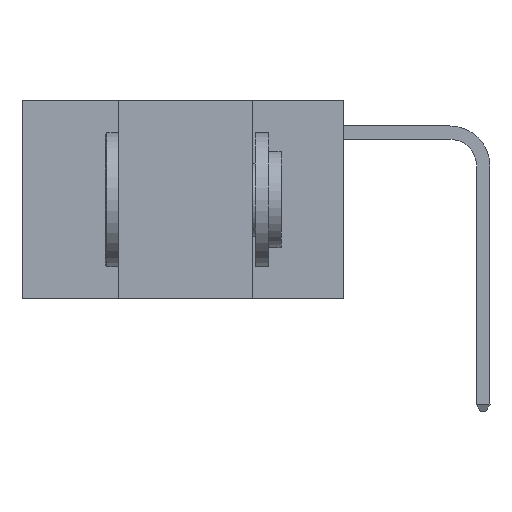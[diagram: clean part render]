
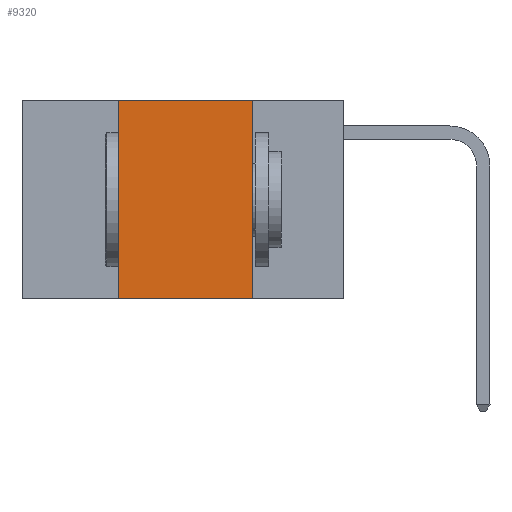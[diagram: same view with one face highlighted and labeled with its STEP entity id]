
A CAD part, left-side view. The second image highlights one B-rep face of the part: STEP entity #9320.
In plain terms, the highlighted planar face has unit normal (-1, 0, 0).
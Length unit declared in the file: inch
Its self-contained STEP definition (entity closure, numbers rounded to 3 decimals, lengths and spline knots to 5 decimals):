
#1697 = EDGE_LOOP ( 'NONE', ( #19107, #19923, #16728, #24827 ) ) ;
#1922 = LINE ( 'NONE', #16498, #11627 ) ;
#1952 = EDGE_CURVE ( 'NONE', #12324, #21755, #12037, .T. ) ;
#2778 = DIRECTION ( 'NONE',  ( 0., -1., 0. ) ) ;
#4911 = CARTESIAN_POINT ( 'NONE',  ( 0., 0.42, 0. ) ) ;
#6470 = VECTOR ( 'NONE', #8155, 39.37008 ) ;
#7642 = CARTESIAN_POINT ( 'NONE',  ( 0., 0.17, -0.37 ) ) ;
#8155 = DIRECTION ( 'NONE',  ( 0., -1., 0. ) ) ;
#8623 = CARTESIAN_POINT ( 'NONE',  ( 0., 0.6, -0.37 ) ) ;
#8717 = DIRECTION ( 'NONE',  ( 0., 0., 1. ) ) ;
#8957 = CARTESIAN_POINT ( 'NONE',  ( 0., 0.6, 0. ) ) ;
#9140 = CARTESIAN_POINT ( 'NONE',  ( 0., 0.42, 0. ) ) ;
#9320 = ADVANCED_FACE ( 'NONE', ( #16461 ), #20574, .F. ) ;
#9706 = VERTEX_POINT ( 'NONE', #12068 ) ;
#10548 = EDGE_CURVE ( 'NONE', #12324, #12112, #23954, .T. ) ;
#10987 = DIRECTION ( 'NONE',  ( 1., 0., 0. ) ) ;
#11627 = VECTOR ( 'NONE', #18322, 39.37008 ) ;
#12037 = LINE ( 'NONE', #9140, #21663 ) ;
#12068 = CARTESIAN_POINT ( 'NONE',  ( 0., 0.17, 0. ) ) ;
#12112 = VERTEX_POINT ( 'NONE', #7642 ) ;
#12324 = VERTEX_POINT ( 'NONE', #19812 ) ;
#13725 = VECTOR ( 'NONE', #2778, 39.37008 ) ;
#14647 = AXIS2_PLACEMENT_3D ( 'NONE', #8957, #10987, #24443 ) ;
#16461 = FACE_OUTER_BOUND ( 'NONE', #1697, .T. ) ;
#16498 = CARTESIAN_POINT ( 'NONE',  ( 0., 0.17, 0. ) ) ;
#16728 = ORIENTED_EDGE ( 'NONE', *, *, #1952, .F. ) ;
#18322 = DIRECTION ( 'NONE',  ( 0., 0., -1. ) ) ;
#19107 = ORIENTED_EDGE ( 'NONE', *, *, #19550, .F. ) ;
#19550 = EDGE_CURVE ( 'NONE', #9706, #12112, #1922, .T. ) ;
#19812 = CARTESIAN_POINT ( 'NONE',  ( 0., 0.42, -0.37 ) ) ;
#19923 = ORIENTED_EDGE ( 'NONE', *, *, #20000, .F. ) ;
#20000 = EDGE_CURVE ( 'NONE', #21755, #9706, #22449, .T. ) ;
#20574 = PLANE ( 'NONE',  #14647 ) ;
#21639 = CARTESIAN_POINT ( 'NONE',  ( 0., 0.6, 0. ) ) ;
#21663 = VECTOR ( 'NONE', #8717, 39.37008 ) ;
#21755 = VERTEX_POINT ( 'NONE', #4911 ) ;
#22449 = LINE ( 'NONE', #21639, #6470 ) ;
#23954 = LINE ( 'NONE', #8623, #13725 ) ;
#24443 = DIRECTION ( 'NONE',  ( 0., 0., -1. ) ) ;
#24827 = ORIENTED_EDGE ( 'NONE', *, *, #10548, .T. ) ;
